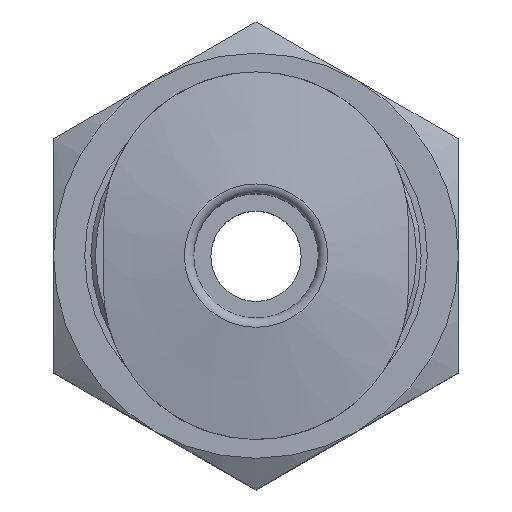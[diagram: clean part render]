
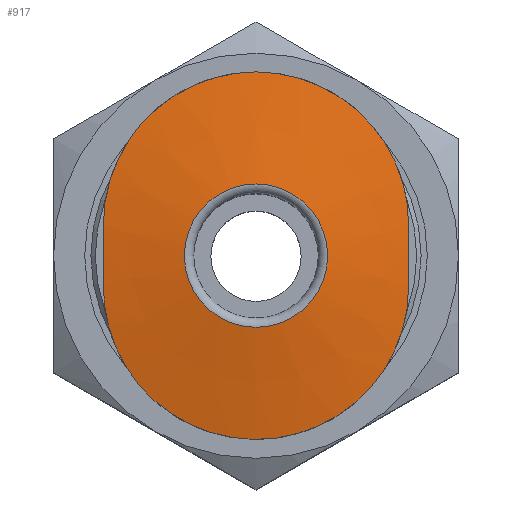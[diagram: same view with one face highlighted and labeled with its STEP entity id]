
A CAD part, top view. The second image highlights one B-rep face of the part: STEP entity #917.
In plain terms, the highlighted conical face has half-angle 80 degrees and reference radius 2.3 mm.
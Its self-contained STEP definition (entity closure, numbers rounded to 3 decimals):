
#43=B_SPLINE_CURVE_WITH_KNOTS('',3,(#1364,#1365,#1366,#1367,#1368,#1369,
#1370),.UNSPECIFIED.,.F.,.F.,(4,1,1,1,4),(0.,0.004,
0.008,0.011,0.015),
 .UNSPECIFIED.);
#44=B_SPLINE_CURVE_WITH_KNOTS('',3,(#1376,#1377,#1378,#1379),
 .UNSPECIFIED.,.F.,.F.,(4,4),(0.002,0.004),
 .UNSPECIFIED.);
#45=B_SPLINE_CURVE_WITH_KNOTS('',3,(#1383,#1384,#1385,#1386,#1387,#1388,
#1389),.UNSPECIFIED.,.F.,.F.,(4,1,1,1,4),(0.,0.004,
0.008,0.011,0.015),.UNSPECIFIED.);
#46=B_SPLINE_CURVE_WITH_KNOTS('',3,(#1393,#1394,#1395,#1396),
 .UNSPECIFIED.,.F.,.F.,(4,4),(0.002,0.004),
 .UNSPECIFIED.);
#57=CONICAL_SURFACE('',#995,2.3,1.396);
#240=ORIENTED_EDGE('',*,*,#319,.F.);
#241=ORIENTED_EDGE('',*,*,#316,.F.);
#242=ORIENTED_EDGE('',*,*,#323,.F.);
#243=ORIENTED_EDGE('',*,*,#321,.F.);
#244=ORIENTED_EDGE('',*,*,#324,.T.);
#316=EDGE_CURVE('',#372,#373,#43,.T.);
#319=EDGE_CURVE('',#373,#374,#44,.T.);
#321=EDGE_CURVE('',#374,#375,#45,.T.);
#323=EDGE_CURVE('',#375,#372,#46,.T.);
#324=EDGE_CURVE('',#376,#376,#410,.T.);
#372=VERTEX_POINT('',#1371);
#373=VERTEX_POINT('',#1372);
#374=VERTEX_POINT('',#1380);
#375=VERTEX_POINT('',#1390);
#376=VERTEX_POINT('',#1399);
#410=CIRCLE('',#996,2.3);
#469=EDGE_LOOP('',(#240,#241,#242,#243));
#470=EDGE_LOOP('',(#244));
#535=FACE_BOUND('',#469,.T.);
#536=FACE_BOUND('',#470,.T.);
#917=ADVANCED_FACE('',(#535,#536),#57,.T.);
#995=AXIS2_PLACEMENT_3D('',#1397,#1166,#1167);
#996=AXIS2_PLACEMENT_3D('',#1398,#1168,#1169);
#1166=DIRECTION('',(0.,0.,-1.));
#1167=DIRECTION('',(0.,1.,0.));
#1168=DIRECTION('',(0.,0.,-1.));
#1169=DIRECTION('',(0.,1.,0.));
#1364=CARTESIAN_POINT('',(-4.9,1.,10.824));
#1365=CARTESIAN_POINT('',(-4.9,2.294,10.778));
#1366=CARTESIAN_POINT('',(-3.843,4.829,10.697));
#1367=CARTESIAN_POINT('',(0.,6.434,10.65));
#1368=CARTESIAN_POINT('',(3.839,4.833,10.696));
#1369=CARTESIAN_POINT('',(4.9,2.294,10.778));
#1370=CARTESIAN_POINT('',(4.9,1.,10.824));
#1371=CARTESIAN_POINT('',(-4.9,1.,10.824));
#1372=CARTESIAN_POINT('',(4.9,1.,10.824));
#1376=CARTESIAN_POINT('',(4.9,1.,10.824));
#1377=CARTESIAN_POINT('',(4.9,0.333,10.847));
#1378=CARTESIAN_POINT('',(4.9,-0.333,10.847));
#1379=CARTESIAN_POINT('',(4.9,-1.,10.824));
#1380=CARTESIAN_POINT('',(4.9,-1.,10.824));
#1383=CARTESIAN_POINT('',(4.9,-1.,10.824));
#1384=CARTESIAN_POINT('',(4.9,-2.294,10.778));
#1385=CARTESIAN_POINT('',(3.843,-4.829,10.697));
#1386=CARTESIAN_POINT('',(0.,-6.434,10.65));
#1387=CARTESIAN_POINT('',(-3.839,-4.833,10.696));
#1388=CARTESIAN_POINT('',(-4.9,-2.294,10.778));
#1389=CARTESIAN_POINT('',(-4.9,-1.,10.824));
#1390=CARTESIAN_POINT('',(-4.9,-1.,10.824));
#1393=CARTESIAN_POINT('',(-4.9,-1.,10.824));
#1394=CARTESIAN_POINT('',(-4.9,-0.333,10.847));
#1395=CARTESIAN_POINT('',(-4.9,0.333,10.847));
#1396=CARTESIAN_POINT('',(-4.9,1.,10.824));
#1397=CARTESIAN_POINT('',(0.,0.,11.3));
#1398=CARTESIAN_POINT('',(0.,0.,11.3));
#1399=CARTESIAN_POINT('',(0.,2.3,11.3));
